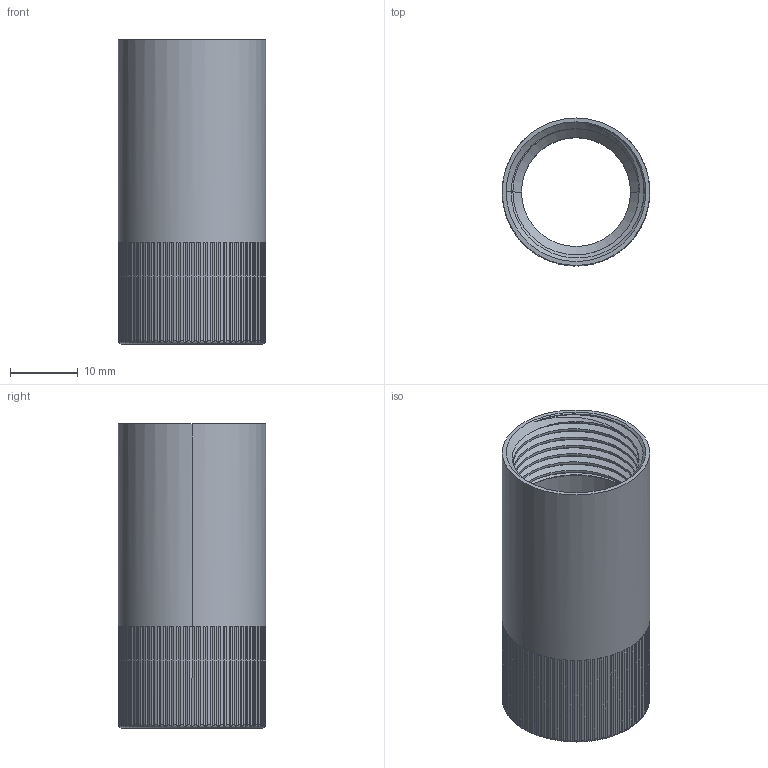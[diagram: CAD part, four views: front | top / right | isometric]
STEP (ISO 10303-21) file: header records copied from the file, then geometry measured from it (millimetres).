
FILE_DESCRIPTION (( 'STEP AP214' ), '1' );
FILE_NAME ('BM-A-LR-F-A-B.STEP', '2020-12-08T22:44:07', ( '' ), ( '' ), 'SwSTEP 2.0', 'SolidWorks 2018', '' );
FILE_SCHEMA (( 'AUTOMOTIVE_DESIGN' ));
Length unit declared in the file: millimetre
Products named in the file (1): BM-A-LR-F-A-B
Bounding box: 21.84 x 21.84 x 45 mm (x, y, z)
Volume: 5396.1 mm3; surface area: 6351.3 mm2
Topology: 1 solids, 1 shells, 441 faces, 1233 edges, 818 vertices
Faces by surface type: plane 361, bspline 45, cylinder 24, cone 7, torus 4
Entity records: 18975 total; most frequent: CARTESIAN_POINT 8097, ORIENTED_EDGE 2466, DIRECTION 1936, EDGE_CURVE 1233, VERTEX_POINT 818, LINE 804, VECTOR 804, AXIS2_PLACEMENT_3D 566
